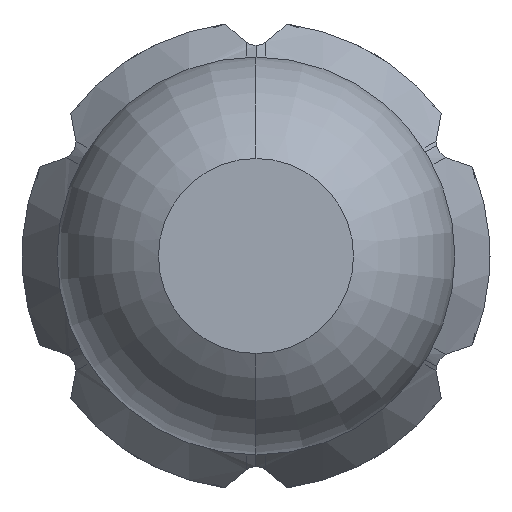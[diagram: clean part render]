
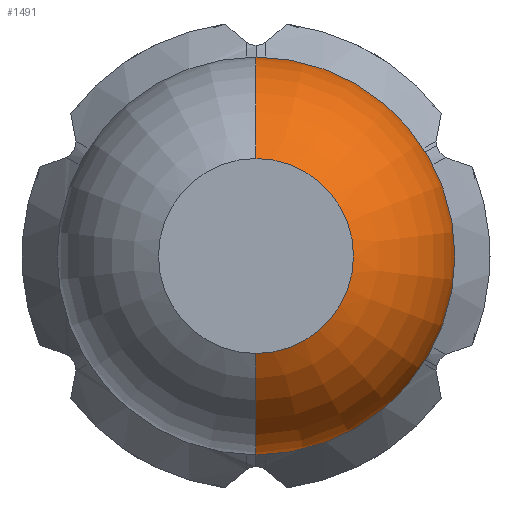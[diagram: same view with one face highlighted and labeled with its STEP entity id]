
A CAD part, front view. The second image highlights one B-rep face of the part: STEP entity #1491.
In plain terms, the highlighted toroidal (fillet/blend) face has major radius 0.01 mm and minor radius 0.5 mm.
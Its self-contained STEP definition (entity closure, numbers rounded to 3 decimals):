
#5 = CARTESIAN_POINT ( 'NONE',  ( 0., -24.961, -0.01 ) ) ;
#48 = DIRECTION ( 'NONE',  ( 0., 1., 0. ) ) ;
#64 = EDGE_CURVE ( 'Defeature ausgef�hrt1_0+Defeature ausgef�hrt1_42+Defeature ausgef�hrt1_42+Defeature ausgef�hrt1_42', #2559, #2202, #3792, .T. ) ;
#204 = CIRCLE ( 'NONE', #3091, 0.5 ) ;
#380 = CARTESIAN_POINT ( 'NONE',  ( 0., -24.961, 0.01 ) ) ;
#596 = EDGE_CURVE ( 'NONE', #3450, #2202, #204, .T. ) ;
#840 = ORIENTED_EDGE ( 'NONE', *, *, #4272, .T. ) ;
#1036 = EDGE_LOOP ( 'NONE', ( #840, #3148, #4457, #1557 ) ) ;
#1297 = CIRCLE ( 'NONE', #1509, 0.51 ) ;
#1459 = FACE_OUTER_BOUND ( 'NONE', #1036, .T. ) ;
#1491 = ADVANCED_FACE ( 'Defeature ausgef�hrt1_0', ( #1459 ), #3088, .T. ) ;
#1509 = AXIS2_PLACEMENT_3D ( 'NONE', #2316, #1882, #2558 ) ;
#1557 = ORIENTED_EDGE ( 'NONE', *, *, #596, .F. ) ;
#1584 = DIRECTION ( 'NONE',  ( -1., 0., 0. ) ) ;
#1588 = CARTESIAN_POINT ( 'NONE',  ( 0., -24.961, -0.51 ) ) ;
#1626 = DIRECTION ( 'NONE',  ( 0., 0., 1. ) ) ;
#1780 = CARTESIAN_POINT ( 'NONE',  ( 0., -24.961, 0.51 ) ) ;
#1882 = DIRECTION ( 'NONE',  ( 0., -1., 0. ) ) ;
#1984 = DIRECTION ( 'NONE',  ( 0., 0., 1. ) ) ;
#2049 = CARTESIAN_POINT ( 'NONE',  ( 0., -24.961, 0. ) ) ;
#2063 = DIRECTION ( 'NONE',  ( 0., -1., 0. ) ) ;
#2073 = AXIS2_PLACEMENT_3D ( 'NONE', #380, #4374, #3193 ) ;
#2199 = AXIS2_PLACEMENT_3D ( 'NONE', #2049, #2063, #2842 ) ;
#2202 = VERTEX_POINT ( 'NONE', #3696 ) ;
#2316 = CARTESIAN_POINT ( 'NONE',  ( 0., -24.961, 0. ) ) ;
#2558 = DIRECTION ( 'NONE',  ( 0., 0., -1. ) ) ;
#2559 = VERTEX_POINT ( 'NONE', #3651 ) ;
#2842 = DIRECTION ( 'NONE',  ( 0., 0., -1. ) ) ;
#3070 = EDGE_CURVE ( 'NONE', #3988, #2559, #5072, .T. ) ;
#3088 = TOROIDAL_SURFACE ( 'NONE', #2199, 0.01, 0.5 ) ;
#3091 = AXIS2_PLACEMENT_3D ( 'NONE', #5, #1584, #1984 ) ;
#3148 = ORIENTED_EDGE ( 'NONE', *, *, #3070, .T. ) ;
#3193 = DIRECTION ( 'NONE',  ( 0., 0., -1. ) ) ;
#3450 = VERTEX_POINT ( 'NONE', #1588 ) ;
#3651 = CARTESIAN_POINT ( 'NONE',  ( 0., -25.4, 0.25 ) ) ;
#3696 = CARTESIAN_POINT ( 'NONE',  ( 0., -25.4, -0.25 ) ) ;
#3792 = CIRCLE ( 'NONE', #4098, 0.25 ) ;
#3988 = VERTEX_POINT ( 'NONE', #1780 ) ;
#4098 = AXIS2_PLACEMENT_3D ( 'NONE', #4430, #48, #1626 ) ;
#4272 = EDGE_CURVE ( 'Defeature ausgef�hrt1_0+Defeature ausgef�hrt1_41+Defeature ausgef�hrt1_41+Defeature ausgef�hrt1_41', #3450, #3988, #1297, .T. ) ;
#4374 = DIRECTION ( 'NONE',  ( 1., 0., 0. ) ) ;
#4430 = CARTESIAN_POINT ( 'NONE',  ( 0., -25.4, 0. ) ) ;
#4457 = ORIENTED_EDGE ( 'NONE', *, *, #64, .T. ) ;
#5072 = CIRCLE ( 'NONE', #2073, 0.5 ) ;
